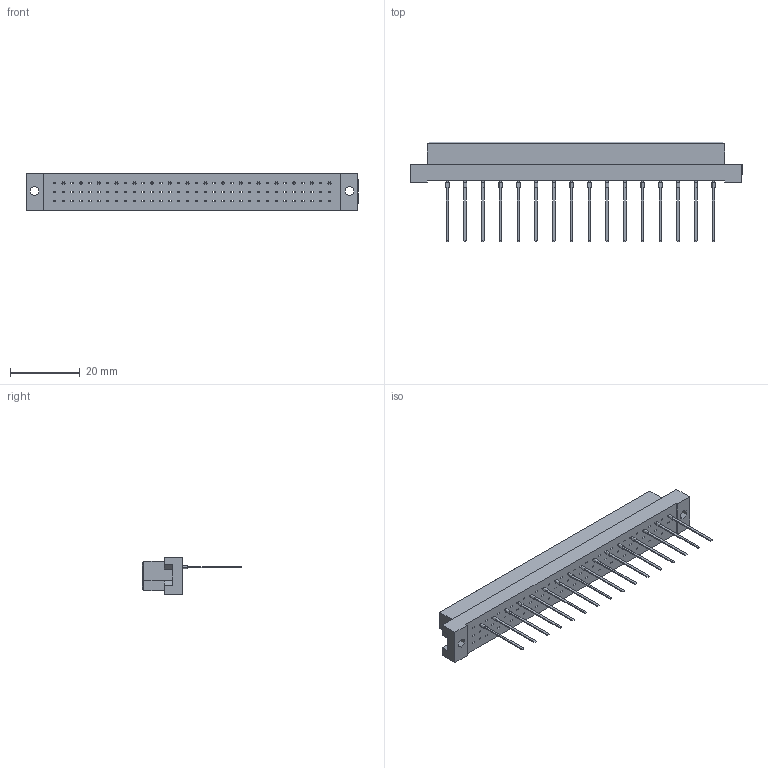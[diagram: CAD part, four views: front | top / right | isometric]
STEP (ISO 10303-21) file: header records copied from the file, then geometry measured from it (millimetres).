
FILE_DESCRIPTION (( 'STEP AP203' ), '1' );
FILE_NAME ('496-116-381-121.STEP', '2019-11-12T12:57:29', ( '' ), ( '' ), 'SwSTEP 2.0', 'SolidWorks 2020', '' );
FILE_SCHEMA (( 'CONFIG_CONTROL_DESIGN' ));
Length unit declared in the file: millimetre
Products named in the file (3): 496 Part_96; 496-116-381-121; 496-290_81
Assembly tree (17 placements, depth 2):
  496-116-381-121
    496 Part_96
    496-290_81  x16
Bounding box: 95 x 28.6 x 10.6 mm (x, y, z)
Volume: 84.1 mm3
Topology: 16 solids, 20 shells, 1578 faces, 3790 edges, 2376 vertices
Faces by surface type: plane 1542, cylinder 36
Entity records: 38439 total; most frequent: CARTESIAN_POINT 6564, ORIENTED_EDGE 6444, DIRECTION 5888, EDGE_CURVE 3222, VECTOR 3208, LINE 3208, VERTEX_POINT 2016, EDGE_LOOP 1602
